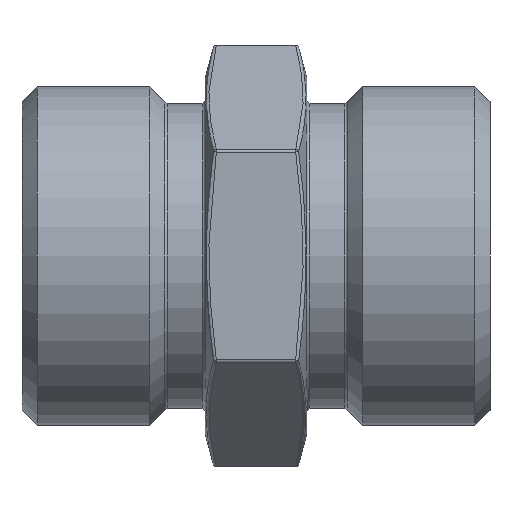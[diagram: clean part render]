
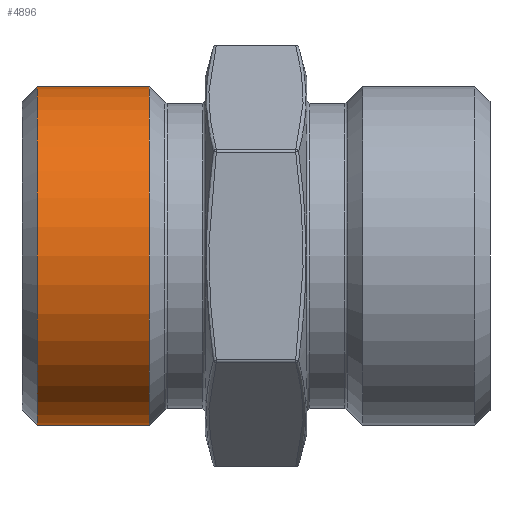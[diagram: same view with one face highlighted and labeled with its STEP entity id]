
A CAD part, front view. The second image highlights one B-rep face of the part: STEP entity #4896.
In plain terms, the highlighted cylindrical face has radius 16.625 mm (diameter 33.249 mm), a full revolution.
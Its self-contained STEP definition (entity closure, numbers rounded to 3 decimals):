
#295 = AXIS2_PLACEMENT_3D ( 'NONE', #7026, #5940, #10143 ) ;
#1021 = EDGE_LOOP ( 'NONE', ( #3591 ) ) ;
#2458 = ORIENTED_EDGE ( 'NONE', *, *, #5191, .T. ) ;
#2581 = FACE_OUTER_BOUND ( 'NONE', #12211, .T. ) ;
#3591 = ORIENTED_EDGE ( 'NONE', *, *, #8667, .F. ) ;
#4891 = FACE_OUTER_BOUND ( 'NONE', #1021, .T. ) ;
#4896 = ADVANCED_FACE ( 'NONE', ( #4891, #2581 ), #10078, .T. ) ;
#5022 = CARTESIAN_POINT ( 'NONE',  ( -21.521, 0., 16.625 ) ) ;
#5092 = VERTEX_POINT ( 'NONE', #13392 ) ;
#5191 = EDGE_CURVE ( 'NONE', #5092, #5092, #12173, .T. ) ;
#5708 = AXIS2_PLACEMENT_3D ( 'NONE', #6635, #10973, #10007 ) ;
#5940 = DIRECTION ( 'NONE',  ( -1., 0., 0. ) ) ;
#6186 = CARTESIAN_POINT ( 'NONE',  ( -10.479, 0., 0. ) ) ;
#6224 = AXIS2_PLACEMENT_3D ( 'NONE', #6186, #9492, #11489 ) ;
#6635 = CARTESIAN_POINT ( 'NONE',  ( -21.521, 0., 0. ) ) ;
#7026 = CARTESIAN_POINT ( 'NONE',  ( -20.458, 0., 0. ) ) ;
#8667 = EDGE_CURVE ( 'NONE', #11298, #11298, #12097, .T. ) ;
#9492 = DIRECTION ( 'NONE',  ( -1., 0., 0. ) ) ;
#10007 = DIRECTION ( 'NONE',  ( 0., 0., 1. ) ) ;
#10078 = CYLINDRICAL_SURFACE ( 'NONE', #295, 16.625 ) ;
#10143 = DIRECTION ( 'NONE',  ( 0., 0., 1. ) ) ;
#10973 = DIRECTION ( 'NONE',  ( -1., 0., 0. ) ) ;
#11298 = VERTEX_POINT ( 'NONE', #5022 ) ;
#11489 = DIRECTION ( 'NONE',  ( 0., 0., 1. ) ) ;
#12097 = CIRCLE ( 'NONE', #5708, 16.625 ) ;
#12173 = CIRCLE ( 'NONE', #6224, 16.625 ) ;
#12211 = EDGE_LOOP ( 'NONE', ( #2458 ) ) ;
#13392 = CARTESIAN_POINT ( 'NONE',  ( -10.479, 0., 16.625 ) ) ;
